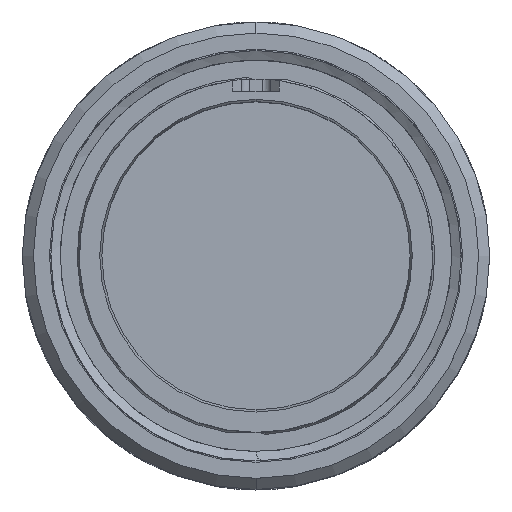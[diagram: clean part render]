
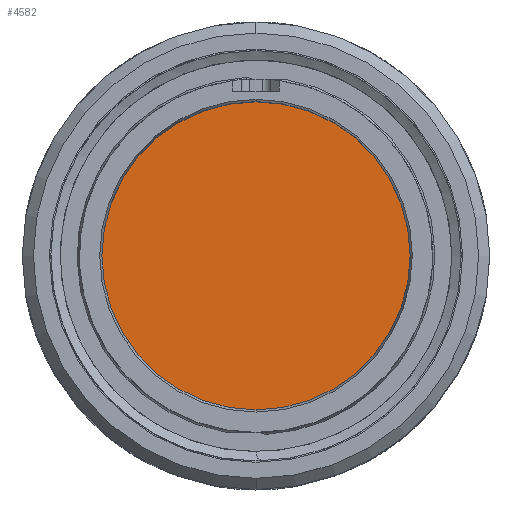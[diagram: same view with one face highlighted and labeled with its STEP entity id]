
A CAD part, top view. The second image highlights one B-rep face of the part: STEP entity #4582.
In plain terms, the highlighted planar face has unit normal (0, 0, 1).
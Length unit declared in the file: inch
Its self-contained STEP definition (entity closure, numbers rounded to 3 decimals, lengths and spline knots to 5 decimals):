
#163 = VERTEX_POINT ( 'NONE', #5059 ) ;
#185 = DIRECTION ( 'NONE',  ( -1., 0., 0. ) ) ;
#330 = CARTESIAN_POINT ( 'NONE',  ( 0., -0.567, -0.527 ) ) ;
#400 = VERTEX_POINT ( 'NONE', #330 ) ;
#1163 = EDGE_LOOP ( 'NONE', ( #5335, #3265 ) ) ;
#1276 = AXIS2_PLACEMENT_3D ( 'NONE', #4780, #4296, #2465 ) ;
#1470 = CIRCLE ( 'NONE', #1276, 0.567 ) ;
#1549 = DIRECTION ( 'NONE',  ( 0., 0., -1. ) ) ;
#2185 = EDGE_CURVE ( 'NONE', #163, #400, #1470, .T. ) ;
#2463 = DIRECTION ( 'NONE',  ( -1., 0., 0. ) ) ;
#2465 = DIRECTION ( 'NONE',  ( -1., 0., 0. ) ) ;
#2867 = PLANE ( 'NONE',  #5591 ) ;
#3265 = ORIENTED_EDGE ( 'NONE', *, *, #2185, .T. ) ;
#3423 = CARTESIAN_POINT ( 'NONE',  ( 0., 0., -0.527 ) ) ;
#3743 = AXIS2_PLACEMENT_3D ( 'NONE', #3423, #3849, #185 ) ;
#3797 = FACE_OUTER_BOUND ( 'NONE', #1163, .T. ) ;
#3811 = EDGE_CURVE ( 'NONE', #400, #163, #5175, .T. ) ;
#3849 = DIRECTION ( 'NONE',  ( 0., 0., 1. ) ) ;
#4296 = DIRECTION ( 'NONE',  ( 0., 0., 1. ) ) ;
#4582 = ADVANCED_FACE ( 'NONE', ( #3797 ), #2867, .F. ) ;
#4780 = CARTESIAN_POINT ( 'NONE',  ( 0., 0., -0.527 ) ) ;
#5059 = CARTESIAN_POINT ( 'NONE',  ( 0., 0.567, -0.527 ) ) ;
#5175 = CIRCLE ( 'NONE', #3743, 0.567 ) ;
#5335 = ORIENTED_EDGE ( 'NONE', *, *, #3811, .T. ) ;
#5591 = AXIS2_PLACEMENT_3D ( 'NONE', #5616, #1549, #2463 ) ;
#5616 = CARTESIAN_POINT ( 'NONE',  ( 0., 0.58918, -0.527 ) ) ;
